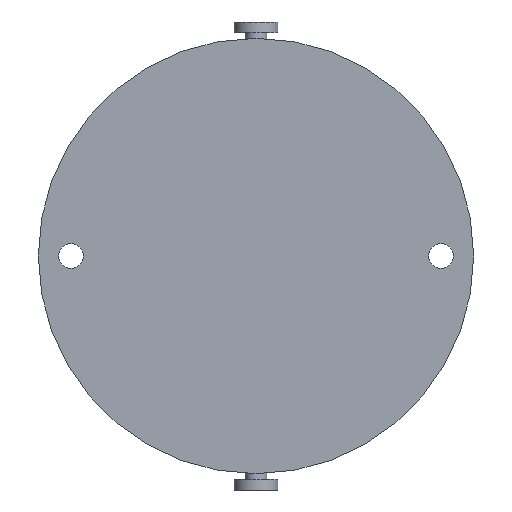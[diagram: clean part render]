
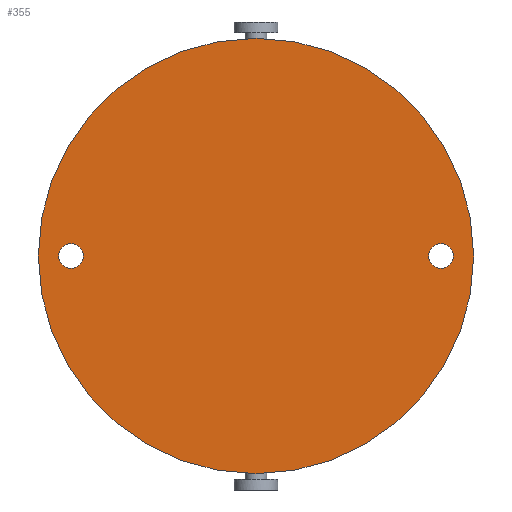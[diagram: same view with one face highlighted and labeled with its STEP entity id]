
A CAD part, left-side view. The second image highlights one B-rep face of the part: STEP entity #355.
In plain terms, the highlighted planar face has unit normal (-1, 0, 0).
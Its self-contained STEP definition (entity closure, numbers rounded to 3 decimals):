
#25=FACE_BOUND($,#75,.T.);
#26=FACE_BOUND($,#76,.T.);
#47=FACE_OUTER_BOUND($,#74,.T.);
#74=EDGE_LOOP($,(#255));
#75=EDGE_LOOP($,(#256));
#76=EDGE_LOOP($,(#257));
#122=CIRCLE($,#387,40.);
#123=CIRCLE($,#388,2.25);
#124=CIRCLE($,#389,2.25);
#179=VERTEX_POINT($,#562);
#180=VERTEX_POINT($,#564);
#181=VERTEX_POINT($,#566);
#213=EDGE_CURVE($,#179,#179,#122,.T.);
#214=EDGE_CURVE($,#180,#180,#123,.T.);
#215=EDGE_CURVE($,#181,#181,#124,.T.);
#255=ORIENTED_EDGE($,*,*,#213,.F.);
#256=ORIENTED_EDGE($,*,*,#214,.T.);
#257=ORIENTED_EDGE($,*,*,#215,.T.);
#338=PLANE($,#386);
#355=ADVANCED_FACE($,(#47,#25,#26),#338,.F.);
#386=AXIS2_PLACEMENT_3D($,#561,#442,#443);
#387=AXIS2_PLACEMENT_3D($,#563,#444,#445);
#388=AXIS2_PLACEMENT_3D($,#565,#446,#447);
#389=AXIS2_PLACEMENT_3D($,#567,#448,#449);
#442=DIRECTION('center_axis',(1.,0.,0.));
#443=DIRECTION('ref_axis',(0.,0.,-1.));
#444=DIRECTION('center_axis',(1.,0.,0.));
#445=DIRECTION('ref_axis',(0.,0.,-1.));
#446=DIRECTION('center_axis',(1.,0.,0.));
#447=DIRECTION('ref_axis',(0.,0.,-1.));
#448=DIRECTION('center_axis',(1.,0.,0.));
#449=DIRECTION('ref_axis',(0.,0.,-1.));
#561=CARTESIAN_POINT('Origin',(0.,0.,0.));
#562=CARTESIAN_POINT('',(0.,0.,-40.));
#563=CARTESIAN_POINT('Origin',(0.,0.,0.));
#564=CARTESIAN_POINT('',(0.,34.,-2.25));
#565=CARTESIAN_POINT('Origin',(0.,34.,0.));
#566=CARTESIAN_POINT('',(0.,-34.,-2.25));
#567=CARTESIAN_POINT('Origin',(0.,-34.,0.));
